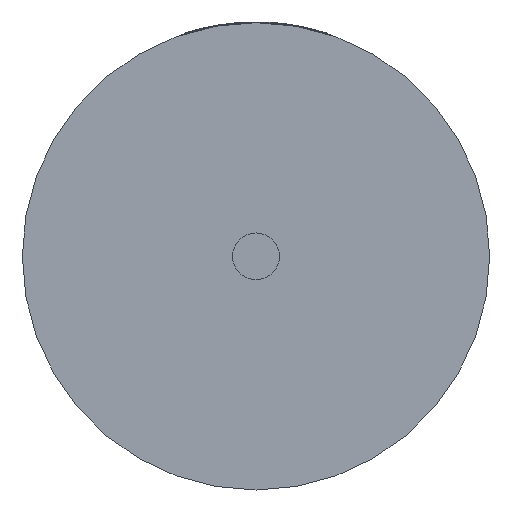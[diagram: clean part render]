
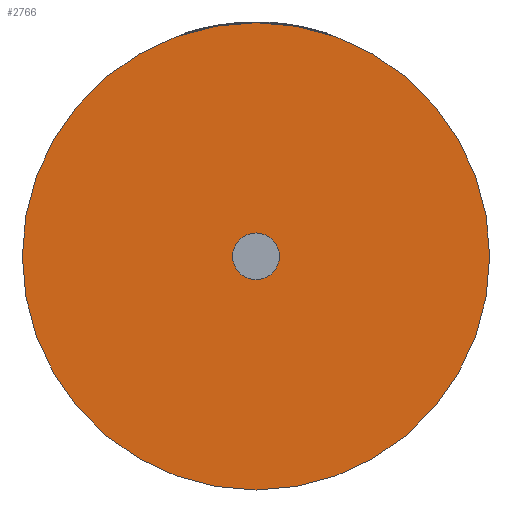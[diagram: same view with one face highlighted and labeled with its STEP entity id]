
A CAD part, front view. The second image highlights one B-rep face of the part: STEP entity #2766.
In plain terms, the highlighted planar face has unit normal (0, -1, 0).
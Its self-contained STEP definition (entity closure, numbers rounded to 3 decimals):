
#76 = DIRECTION ( 'NONE',  ( 0., 0., 1. ) ) ;
#140 = CIRCLE ( 'NONE', #754, 3.25 ) ;
#206 = EDGE_CURVE ( 'NONE', #618, #3342, #1617, .T. ) ;
#392 = VERTEX_POINT ( 'NONE', #1556 ) ;
#402 = EDGE_LOOP ( 'NONE', ( #1453, #2549 ) ) ;
#409 = CARTESIAN_POINT ( 'NONE',  ( 0., 0., 0. ) ) ;
#478 = CARTESIAN_POINT ( 'NONE',  ( 0., 0., 0. ) ) ;
#594 = DIRECTION ( 'NONE',  ( 0., 1., 0. ) ) ;
#618 = VERTEX_POINT ( 'NONE', #2233 ) ;
#754 = AXIS2_PLACEMENT_3D ( 'NONE', #2076, #3532, #2897 ) ;
#757 = DIRECTION ( 'NONE',  ( 0., 0., 1. ) ) ;
#977 = VERTEX_POINT ( 'NONE', #1353 ) ;
#1159 = ORIENTED_EDGE ( 'NONE', *, *, #3382, .T. ) ;
#1209 = CARTESIAN_POINT ( 'NONE',  ( 0., 0., 0. ) ) ;
#1353 = CARTESIAN_POINT ( 'NONE',  ( 0., 0., -0.325 ) ) ;
#1376 = DIRECTION ( 'NONE',  ( 0., 1., 0. ) ) ;
#1453 = ORIENTED_EDGE ( 'NONE', *, *, #2038, .F. ) ;
#1556 = CARTESIAN_POINT ( 'NONE',  ( 0., 0., 0.325 ) ) ;
#1617 = CIRCLE ( 'NONE', #2425, 3.25 ) ;
#1736 = AXIS2_PLACEMENT_3D ( 'NONE', #409, #3182, #2926 ) ;
#2038 = EDGE_CURVE ( 'NONE', #3342, #618, #140, .T. ) ;
#2076 = CARTESIAN_POINT ( 'NONE',  ( 0., 0., 0. ) ) ;
#2174 = AXIS2_PLACEMENT_3D ( 'NONE', #478, #2177, #757 ) ;
#2177 = DIRECTION ( 'NONE',  ( 0., 1., 0. ) ) ;
#2233 = CARTESIAN_POINT ( 'NONE',  ( 0., 0., 3.25 ) ) ;
#2285 = EDGE_LOOP ( 'NONE', ( #1159, #3211 ) ) ;
#2349 = FACE_OUTER_BOUND ( 'NONE', #402, .T. ) ;
#2377 = AXIS2_PLACEMENT_3D ( 'NONE', #3651, #1376, #3317 ) ;
#2425 = AXIS2_PLACEMENT_3D ( 'NONE', #1209, #594, #76 ) ;
#2519 = CIRCLE ( 'NONE', #2174, 0.325 ) ;
#2549 = ORIENTED_EDGE ( 'NONE', *, *, #206, .F. ) ;
#2766 = ADVANCED_FACE ( 'NONE', ( #3111, #2349 ), #3334, .F. ) ;
#2897 = DIRECTION ( 'NONE',  ( 0., 0., 1. ) ) ;
#2926 = DIRECTION ( 'NONE',  ( 0., 0., 1. ) ) ;
#2971 = EDGE_CURVE ( 'NONE', #977, #392, #2519, .T. ) ;
#3062 = CARTESIAN_POINT ( 'NONE',  ( 0., 0., -3.25 ) ) ;
#3111 = FACE_BOUND ( 'NONE', #2285, .T. ) ;
#3182 = DIRECTION ( 'NONE',  ( 0., 1., 0. ) ) ;
#3211 = ORIENTED_EDGE ( 'NONE', *, *, #2971, .T. ) ;
#3281 = CIRCLE ( 'NONE', #2377, 0.325 ) ;
#3317 = DIRECTION ( 'NONE',  ( 0., 0., 1. ) ) ;
#3334 = PLANE ( 'NONE',  #1736 ) ;
#3342 = VERTEX_POINT ( 'NONE', #3062 ) ;
#3382 = EDGE_CURVE ( 'NONE', #392, #977, #3281, .T. ) ;
#3532 = DIRECTION ( 'NONE',  ( 0., 1., 0. ) ) ;
#3651 = CARTESIAN_POINT ( 'NONE',  ( 0., 0., 0. ) ) ;
